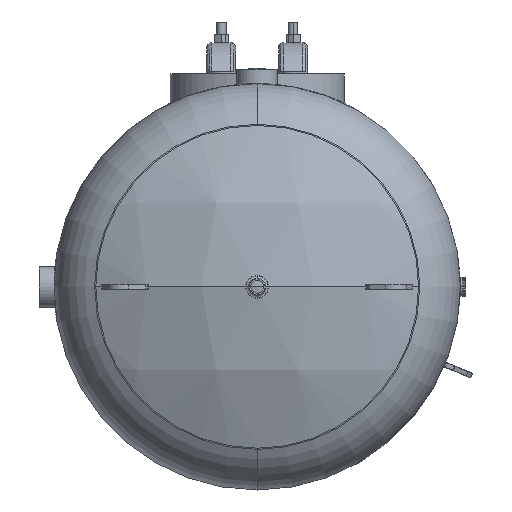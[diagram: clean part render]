
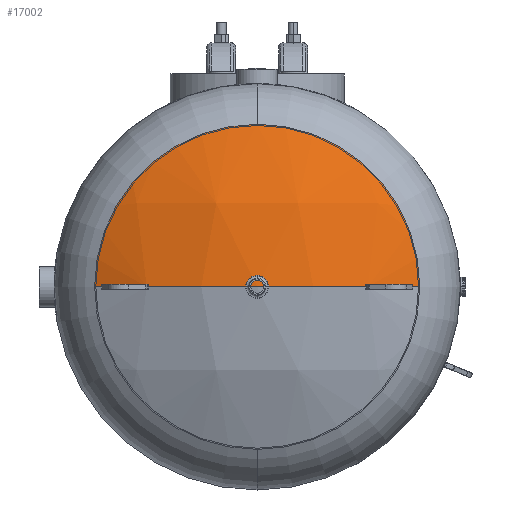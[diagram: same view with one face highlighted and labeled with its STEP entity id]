
A CAD part, left-side view. The second image highlights one B-rep face of the part: STEP entity #17002.
In plain terms, the highlighted spherical face has radius 960.12 mm.
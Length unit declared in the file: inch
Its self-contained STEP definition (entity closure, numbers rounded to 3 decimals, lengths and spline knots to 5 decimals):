
#109 = DIRECTION ( 'NONE',  ( 0., 0., -1. ) ) ;
#445 = CARTESIAN_POINT ( 'NONE',  ( 0., 12.52596, 0. ) ) ;
#1190 = DIRECTION ( 'NONE',  ( 1., 0., 0. ) ) ;
#1800 = AXIS2_PLACEMENT_3D ( 'NONE', #18859, #15484, #15100 ) ;
#3063 = FACE_OUTER_BOUND ( 'NONE', #13158, .T. ) ;
#3081 = EDGE_CURVE ( 'NONE', #21102, #6107, #22604, .T. ) ;
#3511 = ORIENTED_EDGE ( 'NONE', *, *, #13801, .F. ) ;
#4197 = AXIS2_PLACEMENT_3D ( 'NONE', #11631, #19135, #109 ) ;
#4406 = AXIS2_PLACEMENT_3D ( 'NONE', #22952, #11787, #5542 ) ;
#5542 = DIRECTION ( 'NONE',  ( 0., 0., -1. ) ) ;
#5585 = CARTESIAN_POINT ( 'NONE',  ( -16.8, 8.58744, 0. ) ) ;
#6107 = VERTEX_POINT ( 'NONE', #5585 ) ;
#6257 = ORIENTED_EDGE ( 'NONE', *, *, #3081, .T. ) ;
#6385 = ORIENTED_EDGE ( 'NONE', *, *, #16783, .F. ) ;
#7712 = CARTESIAN_POINT ( 'NONE',  ( 16.8, 8.58744, 0. ) ) ;
#7807 = EDGE_CURVE ( 'NONE', #21102, #20901, #23351, .T. ) ;
#8470 = DIRECTION ( 'NONE',  ( 0., 0., 1. ) ) ;
#8605 = VERTEX_POINT ( 'NONE', #14082 ) ;
#8870 = DIRECTION ( 'NONE',  ( 0., 0., -1. ) ) ;
#9001 = CARTESIAN_POINT ( 'NONE',  ( 0., -25.27404, 0. ) ) ;
#9905 = ORIENTED_EDGE ( 'NONE', *, *, #7807, .F. ) ;
#11631 = CARTESIAN_POINT ( 'NONE',  ( 0., 8.58744, 0. ) ) ;
#11787 = DIRECTION ( 'NONE',  ( 0., -1., 0. ) ) ;
#12366 = AXIS2_PLACEMENT_3D ( 'NONE', #20095, #8470, #1190 ) ;
#12501 = AXIS2_PLACEMENT_3D ( 'NONE', #9001, #8870, #14737 ) ;
#13158 = EDGE_LOOP ( 'NONE', ( #9905, #6257, #3511, #6385 ) ) ;
#13801 = EDGE_CURVE ( 'NONE', #8605, #6107, #22993, .T. ) ;
#14082 = CARTESIAN_POINT ( 'NONE',  ( 0., 8.58744, 16.8 ) ) ;
#14737 = DIRECTION ( 'NONE',  ( -1., 0., 0. ) ) ;
#15100 = DIRECTION ( 'NONE',  ( 1., 0., 0. ) ) ;
#15484 = DIRECTION ( 'NONE',  ( 0., 0., 1. ) ) ;
#16783 = EDGE_CURVE ( 'NONE', #20901, #8605, #19597, .T. ) ;
#17002 = ADVANCED_FACE ( 'NONE', ( #3063 ), #17844, .T. ) ;
#17844 = SPHERICAL_SURFACE ( 'NONE', #12366, 37.8 ) ;
#18859 = CARTESIAN_POINT ( 'NONE',  ( 0., -25.27404, 0. ) ) ;
#19135 = DIRECTION ( 'NONE',  ( 0., -1., 0. ) ) ;
#19597 = CIRCLE ( 'NONE', #4406, 16.8 ) ;
#20095 = CARTESIAN_POINT ( 'NONE',  ( 0., -25.27404, 0. ) ) ;
#20901 = VERTEX_POINT ( 'NONE', #7712 ) ;
#21102 = VERTEX_POINT ( 'NONE', #445 ) ;
#22604 = CIRCLE ( 'NONE', #1800, 37.8 ) ;
#22952 = CARTESIAN_POINT ( 'NONE',  ( 0., 8.58744, 0. ) ) ;
#22993 = CIRCLE ( 'NONE', #4197, 16.8 ) ;
#23351 = CIRCLE ( 'NONE', #12501, 37.8 ) ;
